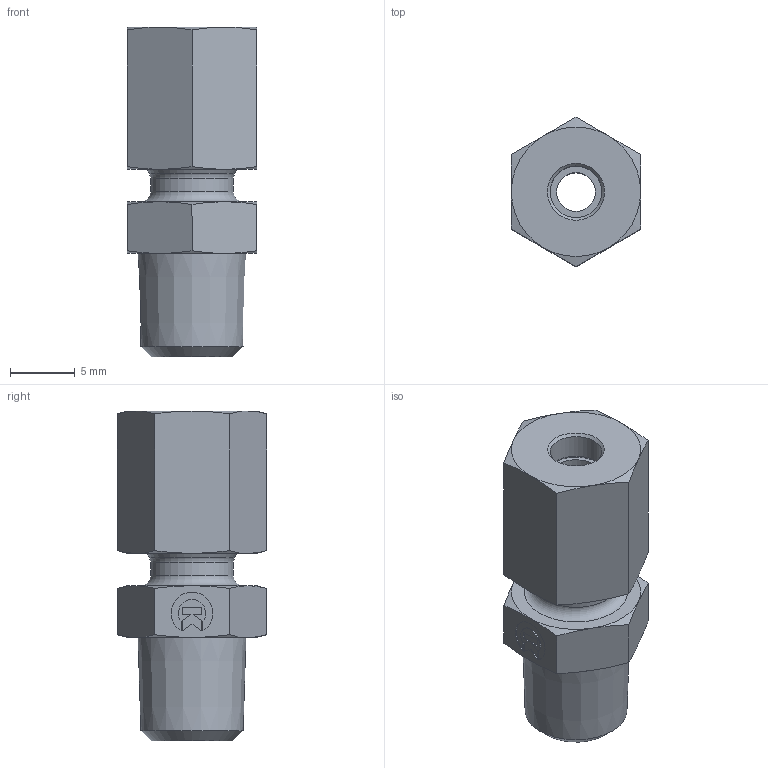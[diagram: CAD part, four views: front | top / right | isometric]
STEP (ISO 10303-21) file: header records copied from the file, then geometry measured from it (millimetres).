
FILE_DESCRIPTION((''),'2;1');
FILE_NAME('02000040808.stp','2014-09-18T09:52:43',(''),('KNOMI spol. s r. o.'),'Autodesk Inventor 2012','Autodesk Inventor 2012','');
FILE_SCHEMA(('AUTOMOTIVE_DESIGN { 1 2 10303 214 0 1 1 1 }'));
Length unit declared in the file: millimetre
Products named in the file (4): PHCM1K 4LLMkuž M8x1kuž/M8x1; 01000 04 0808; 40004; 3900408
Assembly tree (3 placements, depth 2):
  PHCM1K 4LLMkuž M8x1kuž/M8x1
    01000 04 0808
    40004
    3900408
Bounding box: 10 x 11.55 x 25.5 mm (x, y, z)
Volume: 1578.4 mm3; surface area: 1771 mm2
Topology: 3 solids, 3 shells, 103 faces, 235 edges, 145 vertices
Faces by surface type: plane 51, cone 36, cylinder 13, torus 3
Full cylindrical faces by diameter (mm): 3 x1, 4 x3, 4.9 x1, 5.5 x1, 6.4 x1, 6.917 x1, 8 x1
Entity records: 2864 total; most frequent: CARTESIAN_POINT 550, DIRECTION 440, ORIENTED_EDGE 410, EDGE_CURVE 205, AXIS2_PLACEMENT_3D 173, EDGE_LOOP 140, VERTEX_POINT 139, STYLED_ITEM 104
